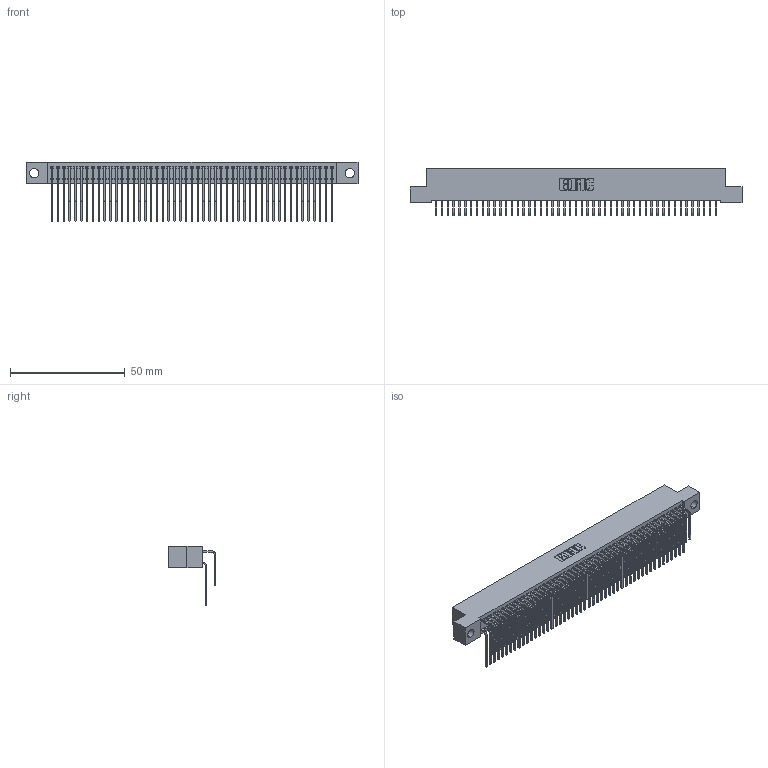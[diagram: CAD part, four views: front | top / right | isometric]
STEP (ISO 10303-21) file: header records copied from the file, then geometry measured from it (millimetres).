
FILE_DESCRIPTION (( 'STEP AP203' ), '1' );
FILE_NAME ('392-098-559-204.STEP', '2018-08-18T11:24:46', ( '' ), ( '' ), 'SwSTEP 2.0', 'SolidWorks 2016', '' );
FILE_SCHEMA (( 'CONFIG_CONTROL_DESIGN' ));
Length unit declared in the file: inch
Products named in the file (4): 342 Part_.156 TH; 345-292-001_558 559 Tail - 1; 345-292-001_559 Tail - 2; 392-098-559-204
Assembly tree (99 placements, depth 2):
  392-098-559-204
    342 Part_.156 TH
    345-292-001_558 559 Tail - 1  x49
    345-292-001_559 Tail - 2  x49
Bounding box: 144.78 x 20.64 x 25.78 mm (x, y, z)
Volume: 13519.9 mm3; surface area: 24561.1 mm2
Topology: 99 solids, 99 shells, 5402 faces, 16077 edges, 10586 vertices
Faces by surface type: plane 3790, cylinder 1612
Entity records: 32273 total; most frequent: CARTESIAN_POINT 5389, ORIENTED_EDGE 5274, DIRECTION 4573, EDGE_CURVE 2637, LINE 2469, VECTOR 2469, VERTEX_POINT 1754, AXIS2_PLACEMENT_3D 1052
